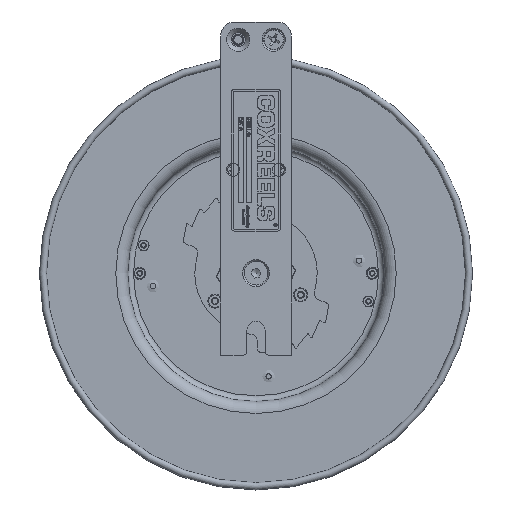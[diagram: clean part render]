
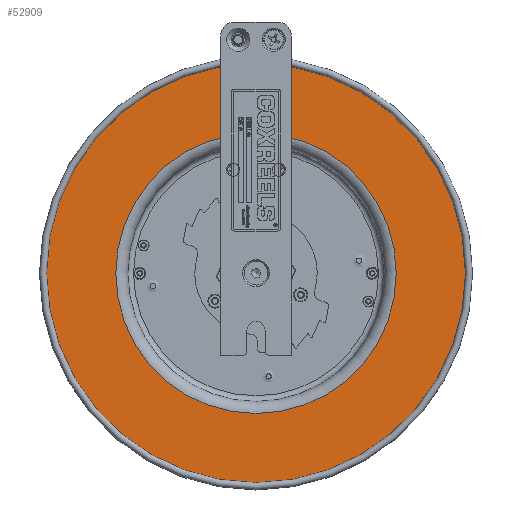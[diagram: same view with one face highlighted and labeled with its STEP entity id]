
A CAD part, top view. The second image highlights one B-rep face of the part: STEP entity #52909.
In plain terms, the highlighted planar face has unit normal (0, 0, 1).
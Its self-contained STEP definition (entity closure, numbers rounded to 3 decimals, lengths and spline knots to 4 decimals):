
#2724=FACE_BOUND('',#8954,.T.);
#4281=CIRCLE('',#56532,4.9375);
#4282=CIRCLE('',#56533,4.9375);
#4284=CIRCLE('',#56536,7.5);
#6602=FACE_OUTER_BOUND('',#8953,.T.);
#8953=EDGE_LOOP('',(#43163));
#8954=EDGE_LOOP('',(#43164,#43165));
#23596=VERTEX_POINT('',#89234);
#23597=VERTEX_POINT('',#89235);
#23598=VERTEX_POINT('',#89240);
#31471=EDGE_CURVE('',#23596,#23597,#4281,.T.);
#31472=EDGE_CURVE('',#23597,#23596,#4282,.T.);
#31474=EDGE_CURVE('',#23598,#23598,#4284,.T.);
#43163=ORIENTED_EDGE('',*,*,#31474,.F.);
#43164=ORIENTED_EDGE('',*,*,#31471,.T.);
#43165=ORIENTED_EDGE('',*,*,#31472,.T.);
#48874=PLANE('',#56535);
#52909=ADVANCED_FACE('',(#6602,#2724),#48874,.T.);
#56532=AXIS2_PLACEMENT_3D('',#89236,#65279,#65280);
#56533=AXIS2_PLACEMENT_3D('',#89237,#65281,#65282);
#56535=AXIS2_PLACEMENT_3D('',#89239,#65285,#65286);
#56536=AXIS2_PLACEMENT_3D('',#89241,#65287,#65288);
#65279=DIRECTION('center_axis',(0.,0.,
-1.));
#65280=DIRECTION('ref_axis',(-1.,0.,0.));
#65281=DIRECTION('center_axis',(0.,0.,
-1.));
#65282=DIRECTION('ref_axis',(-1.,0.,0.));
#65285=DIRECTION('center_axis',(0.,0.,
1.));
#65286=DIRECTION('ref_axis',(0.,1.,0.));
#65287=DIRECTION('center_axis',(0.,0.,
-1.));
#65288=DIRECTION('ref_axis',(-1.,0.,0.));
#89234=CARTESIAN_POINT('',(-4.9375,-3.0078,-0.655));
#89235=CARTESIAN_POINT('',(0.,1.9297,-0.655));
#89236=CARTESIAN_POINT('Origin',(0.,-3.0078,
-0.655));
#89237=CARTESIAN_POINT('Origin',(0.,-3.0078,
-0.655));
#89239=CARTESIAN_POINT('Origin',(-6.2188,-3.0078,-0.655));
#89240=CARTESIAN_POINT('',(-7.5,-3.0078,-0.655));
#89241=CARTESIAN_POINT('Origin',(0.,-3.0078,
-0.655));
